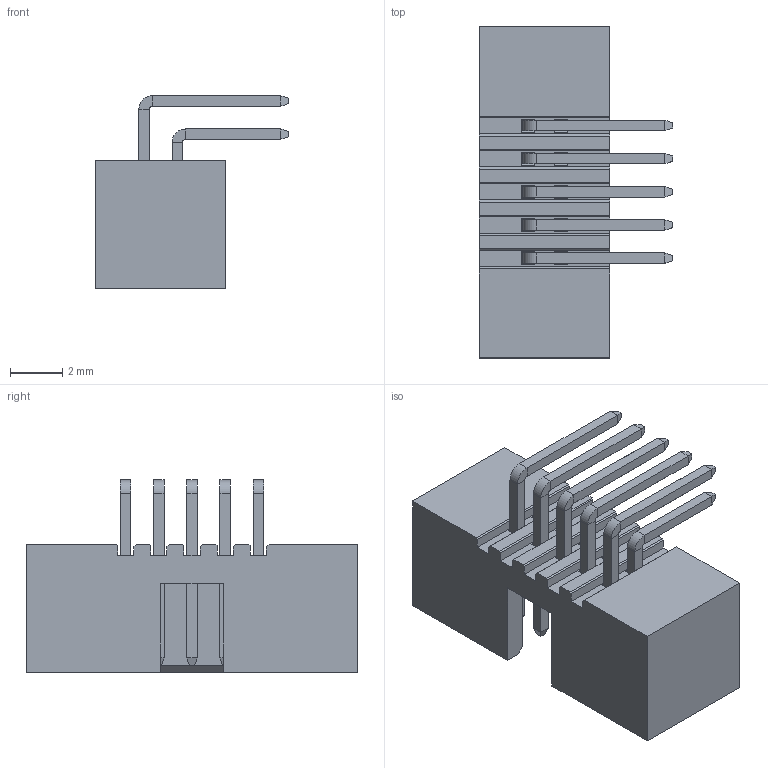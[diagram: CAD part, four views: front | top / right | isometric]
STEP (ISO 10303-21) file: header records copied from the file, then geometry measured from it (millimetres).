
FILE_DESCRIPTION((''),'2;1');
FILE_NAME('2195R-10_ASM','2020-12-10T09:01:21',('Jamie'),(''),'CREO PARAMETRIC BY PTC INC, 2018050','CREO PARAMETRIC BY PTC INC, 2018050','');
FILE_SCHEMA(('CONFIG_CONTROL_DESIGN'));
Length unit declared in the file: millimetre
Products named in the file (4): 801-2195R-10; 802-2195R-XXG; 802-2195R-XXG-L; 2195R-10_ASM
Assembly tree (11 placements, depth 2):
  2195R-10_ASM
    801-2195R-10
    802-2195R-XXG  x5
    802-2195R-XXG-L  x5
Bounding box: 7.4 x 12.7 x 7.37 mm (x, y, z)
Volume: 184.3 mm3; surface area: 589.6 mm2
Topology: 11 solids, 11 shells, 349 faces, 777 edges, 450 vertices
Faces by surface type: plane 329, cylinder 20
Entity records: 5111 total; most frequent: CARTESIAN_POINT 871, ORIENTED_EDGE 850, DIRECTION 809, EDGE_CURVE 425, VECTOR 417, LINE 417, VERTEX_POINT 258, AXIS2_PLACEMENT_3D 196
